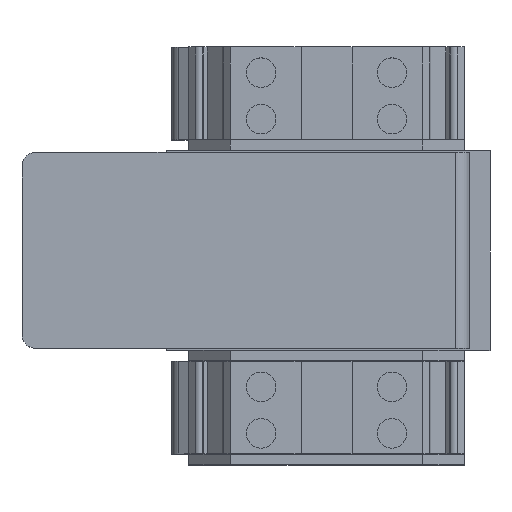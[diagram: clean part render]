
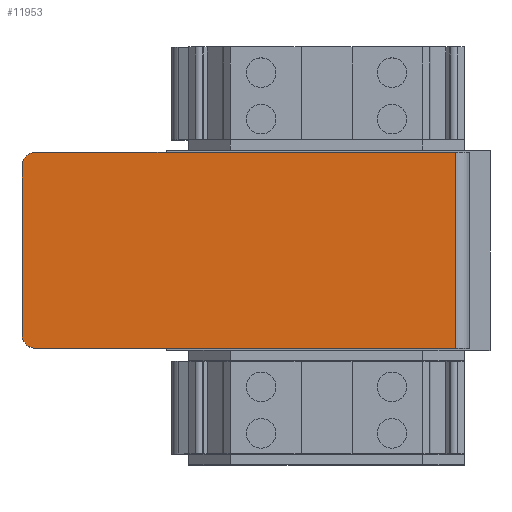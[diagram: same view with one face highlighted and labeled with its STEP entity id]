
A CAD part, top view. The second image highlights one B-rep face of the part: STEP entity #11953.
In plain terms, the highlighted planar face has unit normal (0, 0, 1).
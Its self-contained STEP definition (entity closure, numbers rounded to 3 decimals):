
#153=CIRCLE('',#12442,2.);
#154=CIRCLE('',#12444,2.);
#564=ORIENTED_EDGE('',*,*,#3053,.T.);
#565=ORIENTED_EDGE('',*,*,#3054,.F.);
#566=ORIENTED_EDGE('',*,*,#3039,.T.);
#567=ORIENTED_EDGE('',*,*,#3038,.F.);
#568=ORIENTED_EDGE('',*,*,#3034,.F.);
#569=ORIENTED_EDGE('',*,*,#3052,.F.);
#3034=EDGE_CURVE('',#4294,#4295,#5179,.T.);
#3038=EDGE_CURVE('',#4295,#4296,#5180,.T.);
#3039=EDGE_CURVE('',#4297,#4296,#5181,.T.);
#3052=EDGE_CURVE('',#4302,#4294,#153,.T.);
#3053=EDGE_CURVE('',#4302,#4303,#5191,.T.);
#3054=EDGE_CURVE('',#4297,#4303,#154,.T.);
#4294=VERTEX_POINT('',#15738);
#4295=VERTEX_POINT('',#15740);
#4296=VERTEX_POINT('',#15745);
#4297=VERTEX_POINT('',#15749);
#4302=VERTEX_POINT('',#15773);
#4303=VERTEX_POINT('',#15777);
#5179=LINE('',#15739,#6241);
#5180=LINE('',#15746,#6242);
#5181=LINE('',#15748,#6243);
#5191=LINE('',#15776,#6253);
#6241=VECTOR('',#13260,1000.);
#6242=VECTOR('',#13269,1000.);
#6243=VECTOR('',#13272,1000.);
#6253=VECTOR('',#13306,1000.);
#7233=EDGE_LOOP('',(#564,#565,#566,#567,#568,#569));
#7767=FACE_BOUND('',#7233,.T.);
#8292=PLANE('',#12443);
#11953=ADVANCED_FACE('',(#7767),#8292,.F.);
#12442=AXIS2_PLACEMENT_3D('',#15774,#13302,#13303);
#12443=AXIS2_PLACEMENT_3D('',#15775,#13304,#13305);
#12444=AXIS2_PLACEMENT_3D('',#15778,#13307,#13308);
#13260=DIRECTION('',(1.,0.,0.));
#13269=DIRECTION('',(0.,-1.,0.));
#13272=DIRECTION('',(1.,0.,0.));
#13302=DIRECTION('',(0.,0.,-1.));
#13303=DIRECTION('',(-1.,0.,0.));
#13304=DIRECTION('',(0.,0.,-1.));
#13305=DIRECTION('',(-1.,0.,0.));
#13306=DIRECTION('',(0.,-1.,0.));
#13307=DIRECTION('',(0.,0.,-1.));
#13308=DIRECTION('',(-1.,0.,0.));
#15738=CARTESIAN_POINT('',(-42.252,1.565,-60.07));
#15739=CARTESIAN_POINT('',(18.748,1.565,-60.07));
#15740=CARTESIAN_POINT('',(18.748,1.565,-60.07));
#15745=CARTESIAN_POINT('',(18.748,-26.935,-60.07));
#15746=CARTESIAN_POINT('',(18.748,1.565,-60.07));
#15748=CARTESIAN_POINT('',(18.748,-26.935,-60.07));
#15749=CARTESIAN_POINT('',(-42.252,-26.935,-60.07));
#15773=CARTESIAN_POINT('',(-44.252,-0.435,-60.07));
#15774=CARTESIAN_POINT('',(-42.252,-0.435,-60.07));
#15775=CARTESIAN_POINT('',(18.748,1.565,-60.07));
#15776=CARTESIAN_POINT('',(-44.252,1.565,-60.07));
#15777=CARTESIAN_POINT('',(-44.252,-24.935,-60.07));
#15778=CARTESIAN_POINT('',(-42.252,-24.935,-60.07));
